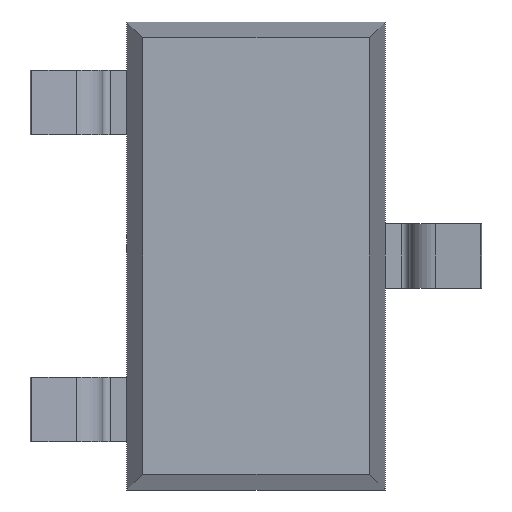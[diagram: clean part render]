
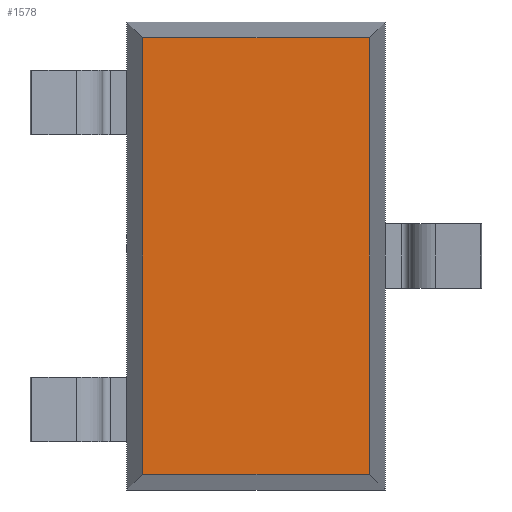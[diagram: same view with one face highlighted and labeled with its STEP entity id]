
A CAD part, front view. The second image highlights one B-rep face of the part: STEP entity #1578.
In plain terms, the highlighted planar face has unit normal (0, -1, 0).
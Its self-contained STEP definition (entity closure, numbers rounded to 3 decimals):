
#4 = CARTESIAN_POINT ( 'NONE',  ( -0.8, 0.15, 1.352 ) ) ;
#27 = VERTEX_POINT ( 'NONE', #1649 ) ;
#49 = LINE ( 'NONE', #1420, #1527 ) ;
#62 = CARTESIAN_POINT ( 'NONE',  ( 0.702, 0.15, 1.352 ) ) ;
#79 = PLANE ( 'NONE',  #885 ) ;
#103 = ORIENTED_EDGE ( 'NONE', *, *, #366, .T. ) ;
#189 = ORIENTED_EDGE ( 'NONE', *, *, #1591, .T. ) ;
#234 = DIRECTION ( 'NONE',  ( 0., 0., 1. ) ) ;
#310 = VECTOR ( 'NONE', #965, 1000. ) ;
#325 = VERTEX_POINT ( 'NONE', #365 ) ;
#365 = CARTESIAN_POINT ( 'NONE',  ( -0.702, 0.15, 1.352 ) ) ;
#366 = EDGE_CURVE ( 'NONE', #832, #325, #402, .T. ) ;
#402 = LINE ( 'NONE', #4, #310 ) ;
#416 = VECTOR ( 'NONE', #849, 1000. ) ;
#569 = VECTOR ( 'NONE', #604, 1000. ) ;
#604 = DIRECTION ( 'NONE',  ( 1., 0., 0. ) ) ;
#647 = VERTEX_POINT ( 'NONE', #1099 ) ;
#693 = CARTESIAN_POINT ( 'NONE',  ( -0.702, 0.15, -1.45 ) ) ;
#742 = DIRECTION ( 'NONE',  ( 0., 0., 1. ) ) ;
#804 = CARTESIAN_POINT ( 'NONE',  ( 0., 0.15, 0. ) ) ;
#832 = VERTEX_POINT ( 'NONE', #62 ) ;
#849 = DIRECTION ( 'NONE',  ( 0., 0., -1. ) ) ;
#876 = EDGE_CURVE ( 'NONE', #647, #832, #49, .T. ) ;
#885 = AXIS2_PLACEMENT_3D ( 'NONE', #804, #1471, #234 ) ;
#903 = CARTESIAN_POINT ( 'NONE',  ( 0.8, 0.15, -1.352 ) ) ;
#923 = LINE ( 'NONE', #903, #569 ) ;
#965 = DIRECTION ( 'NONE',  ( -1., 0., 0. ) ) ;
#994 = EDGE_CURVE ( 'NONE', #27, #647, #923, .T. ) ;
#1058 = ORIENTED_EDGE ( 'NONE', *, *, #994, .T. ) ;
#1099 = CARTESIAN_POINT ( 'NONE',  ( 0.702, 0.15, -1.352 ) ) ;
#1325 = FACE_OUTER_BOUND ( 'NONE', #1418, .T. ) ;
#1357 = LINE ( 'NONE', #693, #416 ) ;
#1386 = ORIENTED_EDGE ( 'NONE', *, *, #876, .T. ) ;
#1418 = EDGE_LOOP ( 'NONE', ( #189, #1058, #1386, #103 ) ) ;
#1420 = CARTESIAN_POINT ( 'NONE',  ( 0.702, 0.15, 1.45 ) ) ;
#1471 = DIRECTION ( 'NONE',  ( 0., 1., 0. ) ) ;
#1527 = VECTOR ( 'NONE', #742, 1000. ) ;
#1578 = ADVANCED_FACE ( 'NONE', ( #1325 ), #79, .F. ) ;
#1591 = EDGE_CURVE ( 'NONE', #325, #27, #1357, .T. ) ;
#1649 = CARTESIAN_POINT ( 'NONE',  ( -0.702, 0.15, -1.352 ) ) ;
